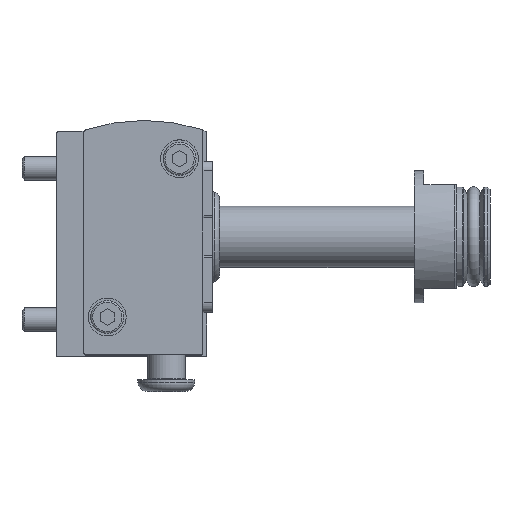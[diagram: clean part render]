
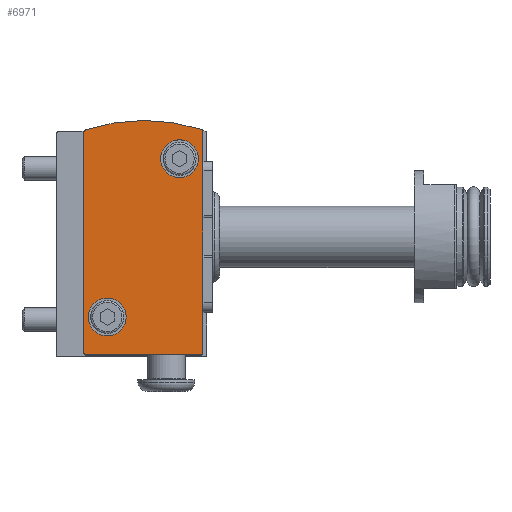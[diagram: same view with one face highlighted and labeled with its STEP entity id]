
A CAD part, top view. The second image highlights one B-rep face of the part: STEP entity #6971.
In plain terms, the highlighted planar face has unit normal (0, 0, 1).
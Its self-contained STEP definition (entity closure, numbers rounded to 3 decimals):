
#204=LINE('',#9504,#663);
#322=LINE('',#9887,#781);
#325=LINE('',#9897,#784);
#663=VECTOR('',#7917,1000.);
#781=VECTOR('',#8217,1000.);
#784=VECTOR('',#8228,1000.);
#1401=ORIENTED_EDGE('',*,*,#2737,.T.);
#1402=ORIENTED_EDGE('',*,*,#2738,.T.);
#1403=ORIENTED_EDGE('',*,*,#2727,.T.);
#1404=ORIENTED_EDGE('',*,*,#2729,.T.);
#1405=ORIENTED_EDGE('',*,*,#2731,.T.);
#1406=ORIENTED_EDGE('',*,*,#2734,.T.);
#1407=ORIENTED_EDGE('',*,*,#2735,.T.);
#1408=ORIENTED_EDGE('',*,*,#2537,.T.);
#1409=ORIENTED_EDGE('',*,*,#2736,.T.);
#1410=ORIENTED_EDGE('',*,*,#2708,.T.);
#2537=EDGE_CURVE('',#3227,#3226,#204,.T.);
#2708=EDGE_CURVE('',#3387,#3386,#3752,.T.);
#2727=EDGE_CURVE('',#3386,#3399,#3764,.T.);
#2729=EDGE_CURVE('',#3399,#3400,#322,.T.);
#2731=EDGE_CURVE('',#3400,#3401,#3765,.T.);
#2734=EDGE_CURVE('',#3401,#3403,#325,.T.);
#2735=EDGE_CURVE('',#3403,#3227,#3767,.T.);
#2736=EDGE_CURVE('',#3226,#3387,#3768,.T.);
#2737=EDGE_CURVE('',#3404,#3404,#3769,.T.);
#2738=EDGE_CURVE('',#3405,#3405,#3770,.T.);
#3226=VERTEX_POINT('',#9503);
#3227=VERTEX_POINT('',#9505);
#3386=VERTEX_POINT('',#9846);
#3387=VERTEX_POINT('',#9848);
#3399=VERTEX_POINT('',#9882);
#3400=VERTEX_POINT('',#9886);
#3401=VERTEX_POINT('',#9890);
#3403=VERTEX_POINT('',#9896);
#3404=VERTEX_POINT('',#9904);
#3405=VERTEX_POINT('',#9906);
#3752=CIRCLE('',#7389,39.5);
#3764=CIRCLE('',#7405,0.5);
#3765=CIRCLE('',#7408,0.5);
#3767=CIRCLE('',#7412,0.5);
#3768=CIRCLE('',#7414,0.5);
#3769=CIRCLE('',#7416,4.);
#3770=CIRCLE('',#7417,4.);
#3938=EDGE_LOOP('',(#1401));
#3939=EDGE_LOOP('',(#1402));
#3940=EDGE_LOOP('',(#1403,#1404,#1405,#1406,#1407,#1408,#1409,#1410));
#4379=FACE_BOUND('',#3938,.T.);
#4380=FACE_BOUND('',#3939,.T.);
#4381=FACE_BOUND('',#3940,.T.);
#4782=PLANE('',#7415);
#6971=ADVANCED_FACE('',(#4379,#4380,#4381),#4782,.T.);
#7389=AXIS2_PLACEMENT_3D('',#9847,#8173,#8174);
#7405=AXIS2_PLACEMENT_3D('',#9883,#8212,#8213);
#7408=AXIS2_PLACEMENT_3D('',#9891,#8221,#8222);
#7412=AXIS2_PLACEMENT_3D('',#9899,#8231,#8232);
#7414=AXIS2_PLACEMENT_3D('',#9901,#8235,#8236);
#7415=AXIS2_PLACEMENT_3D('',#9902,#8237,#8238);
#7416=AXIS2_PLACEMENT_3D('',#9903,#8239,#8240);
#7417=AXIS2_PLACEMENT_3D('',#9905,#8241,#8242);
#7917=DIRECTION('',(0.,1.,0.));
#8173=DIRECTION('',(0.,0.,1.));
#8174=DIRECTION('',(1.,0.,0.));
#8212=DIRECTION('',(0.,0.,1.));
#8213=DIRECTION('',(1.,0.,0.));
#8217=DIRECTION('',(0.,-1.,0.));
#8221=DIRECTION('',(0.,0.,1.));
#8222=DIRECTION('',(1.,0.,0.));
#8228=DIRECTION('',(1.,0.,0.));
#8231=DIRECTION('',(0.,0.,1.));
#8232=DIRECTION('',(1.,0.,0.));
#8235=DIRECTION('',(0.,0.,1.));
#8236=DIRECTION('',(1.,0.,0.));
#8237=DIRECTION('',(0.,0.,1.));
#8238=DIRECTION('',(1.,0.,0.));
#8239=DIRECTION('',(0.,0.,-1.));
#8240=DIRECTION('',(-1.,0.,0.));
#8241=DIRECTION('',(0.,0.,-1.));
#8242=DIRECTION('',(-1.,0.,0.));
#9503=CARTESIAN_POINT('',(12.45,47.424,84.));
#9504=CARTESIAN_POINT('',(12.45,0.7,84.));
#9505=CARTESIAN_POINT('',(12.45,0.7,84.));
#9846=CARTESIAN_POINT('',(-12.407,47.801,84.));
#9847=CARTESIAN_POINT('',(0.,10.3,84.));
#9848=CARTESIAN_POINT('',(12.103,47.9,84.));
#9882=CARTESIAN_POINT('',(-12.75,47.326,84.));
#9883=CARTESIAN_POINT('',(-12.25,47.326,84.));
#9886=CARTESIAN_POINT('',(-12.75,0.7,84.));
#9887=CARTESIAN_POINT('',(-12.75,47.326,84.));
#9890=CARTESIAN_POINT('',(-12.25,0.2,84.));
#9891=CARTESIAN_POINT('',(-12.25,0.7,84.));
#9896=CARTESIAN_POINT('',(11.95,0.2,84.));
#9897=CARTESIAN_POINT('',(-12.25,0.2,84.));
#9899=CARTESIAN_POINT('',(11.95,0.7,84.));
#9901=CARTESIAN_POINT('',(11.95,47.424,84.));
#9902=CARTESIAN_POINT('',(-12.25,47.326,84.));
#9903=CARTESIAN_POINT('',(-7.8,8.2,84.));
#9904=CARTESIAN_POINT('',(-11.8,8.2,84.));
#9905=CARTESIAN_POINT('',(7.5,41.7,84.));
#9906=CARTESIAN_POINT('',(3.5,41.7,84.));
